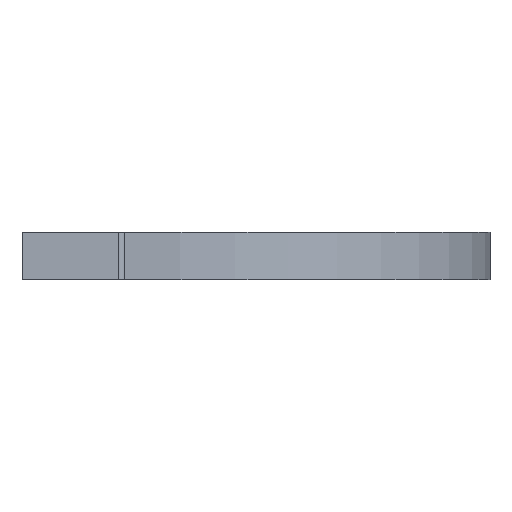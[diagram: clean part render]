
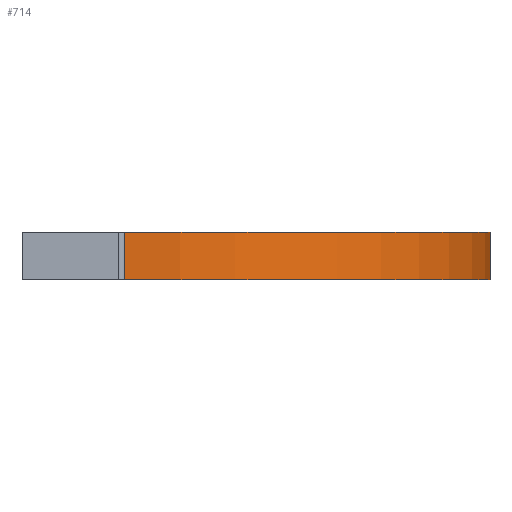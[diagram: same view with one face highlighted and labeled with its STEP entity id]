
A CAD part, left-side view. The second image highlights one B-rep face of the part: STEP entity #714.
In plain terms, the highlighted cylindrical face has radius 97.467 mm (diameter 194.935 mm), a partial arc.
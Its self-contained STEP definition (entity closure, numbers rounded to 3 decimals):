
#714=ADVANCED_FACE('',(#1274),#1276,.T.);
#1274=FACE_BOUND('',#1275,.T.);
#1275=EDGE_LOOP('',(#1672,#1673,#1674,#1675));
#1276=CYLINDRICAL_SURFACE('',#1277,97.467);
#1277=AXIS2_PLACEMENT_3D('',#1278,#1279,#1280);
#1278=CARTESIAN_POINT('',(0.,-39.533,0.));
#1279=DIRECTION('',(0.,0.,1.));
#1280=DIRECTION('',(-0.995,0.098,0.));
#1672=ORIENTED_EDGE('',*,*,#1875,.F.);
#1673=ORIENTED_EDGE('',*,*,#1778,.T.);
#1674=ORIENTED_EDGE('',*,*,#1874,.T.);
#1675=ORIENTED_EDGE('',*,*,#1788,.F.);
#1778=EDGE_CURVE('',#2060,#2058,#2061,.T.);
#1788=EDGE_CURVE('',#2075,#2077,#2078,.T.);
#1874=EDGE_CURVE('',#2058,#2077,#2204,.T.);
#1875=EDGE_CURVE('',#2060,#2075,#2205,.T.);
#2058=VERTEX_POINT('',#2597);
#2060=VERTEX_POINT('',#2602);
#2061=CIRCLE('',#2603,97.467);
#2075=VERTEX_POINT('',#2638);
#2077=VERTEX_POINT('',#2643);
#2078=CIRCLE('',#2644,97.467);
#2204=LINE('',#2948,#2949);
#2205=LINE('',#2951,#2952);
#2597=CARTESIAN_POINT('',(97.,-30.,0.));
#2602=CARTESIAN_POINT('',(-97.,-30.,0.));
#2603=AXIS2_PLACEMENT_3D('',#2604,#2605,#2606);
#2604=CARTESIAN_POINT('',(0.,-39.533,0.));
#2605=DIRECTION('',(0.,0.,1.));
#2606=DIRECTION('',(-0.995,0.098,0.));
#2638=CARTESIAN_POINT('',(-97.,-30.,13.85));
#2643=CARTESIAN_POINT('',(97.,-30.,13.85));
#2644=AXIS2_PLACEMENT_3D('',#2645,#2646,#2647);
#2645=CARTESIAN_POINT('',(0.,-39.533,13.85));
#2646=DIRECTION('',(0.,0.,1.));
#2647=DIRECTION('',(-0.995,0.098,0.));
#2948=CARTESIAN_POINT('',(97.,-30.,0.));
#2949=VECTOR('',#2950,1.);
#2950=DIRECTION('',(0.,0.,1.));
#2951=CARTESIAN_POINT('',(-97.,-30.,0.));
#2952=VECTOR('',#2953,1.);
#2953=DIRECTION('',(0.,0.,1.));
